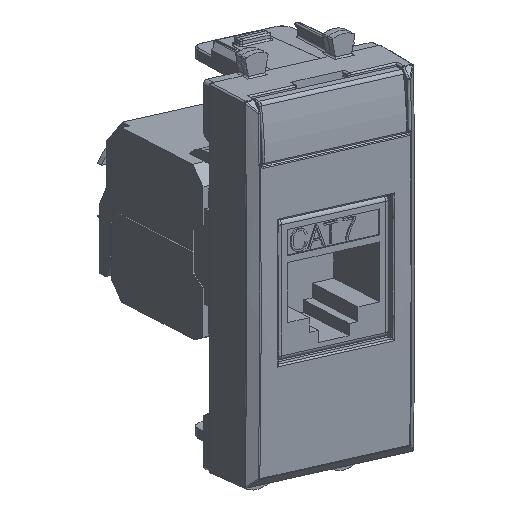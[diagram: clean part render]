
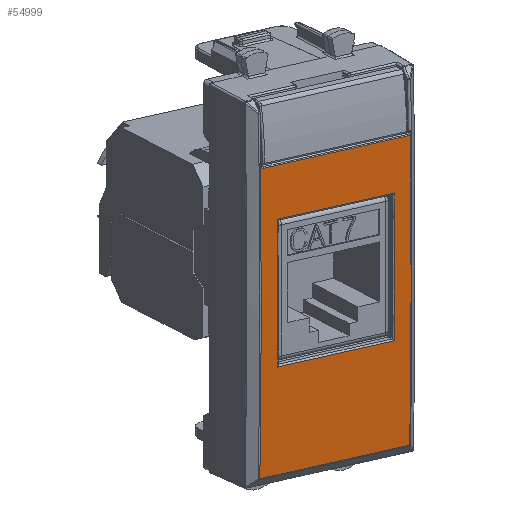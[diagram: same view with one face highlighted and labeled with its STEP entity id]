
A CAD part, top view. The second image highlights one B-rep face of the part: STEP entity #54999.
In plain terms, the highlighted cylindrical face has radius 825.133 mm (diameter 1650.27 mm), a partial arc.
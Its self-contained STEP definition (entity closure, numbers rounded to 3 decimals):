
#52832=CARTESIAN_POINT('Vertex',(-8.508,7.6,9.231)) ;
#52842=CARTESIAN_POINT('Vertex',(8.502,7.6,9.231)) ;
#52845=CARTESIAN_POINT('Axis2P3D Location',(0.,7.6,-815.858)) ;
#52869=CARTESIAN_POINT('Vertex',(-8.508,-7.6,9.231)) ;
#52872=CARTESIAN_POINT('Line Origine',(-8.508,0.,9.231)) ;
#52896=CARTESIAN_POINT('Vertex',(8.502,-7.6,9.231)) ;
#52899=CARTESIAN_POINT('Axis2P3D Location',(0.,-7.6,-815.858)) ;
#52916=CARTESIAN_POINT('Line Origine',(8.502,0.,9.231)) ;
#53223=CARTESIAN_POINT('Vertex',(-21.01,9.713,9.007)) ;
#53262=CARTESIAN_POINT('Vertex',(-21.01,-9.713,9.007)) ;
#53265=CARTESIAN_POINT('Line Origine',(-21.01,0.002,9.007)) ;
#54303=CARTESIAN_POINT('Vertex',(14.981,-9.709,9.139)) ;
#54307=CARTESIAN_POINT('Control Point',(14.981,-9.709,9.139)) ;
#54308=CARTESIAN_POINT('Control Point',(11.999,-9.708,9.193)) ;
#54309=CARTESIAN_POINT('Control Point',(9.016,-9.707,9.234)) ;
#54310=CARTESIAN_POINT('Control Point',(6.034,-9.706,9.261)) ;
#54311=CARTESIAN_POINT('Control Point',(-1.165,-9.705,9.294)) ;
#54312=CARTESIAN_POINT('Control Point',(-8.363,-9.706,9.249)) ;
#54313=CARTESIAN_POINT('Control Point',(-12.58,-9.708,9.195)) ;
#54314=CARTESIAN_POINT('Control Point',(-16.795,-9.71,9.115)) ;
#54315=CARTESIAN_POINT('Control Point',(-21.01,-9.713,9.007)) ;
#54435=CARTESIAN_POINT('Control Point',(14.981,9.709,9.139)) ;
#54436=CARTESIAN_POINT('Control Point',(11.519,9.708,9.202)) ;
#54437=CARTESIAN_POINT('Control Point',(8.056,9.706,9.247)) ;
#54438=CARTESIAN_POINT('Control Point',(4.594,9.706,9.273)) ;
#54439=CARTESIAN_POINT('Control Point',(-2.605,9.705,9.291)) ;
#54440=CARTESIAN_POINT('Control Point',(-9.804,9.707,9.229)) ;
#54441=CARTESIAN_POINT('Control Point',(-13.54,9.708,9.177)) ;
#54442=CARTESIAN_POINT('Control Point',(-17.275,9.71,9.103)) ;
#54443=CARTESIAN_POINT('Control Point',(-21.01,9.713,9.007)) ;
#54444=CARTESIAN_POINT('Vertex',(14.981,9.709,9.139)) ;
#54955=CARTESIAN_POINT('Axis2P3D Location',(0.,0.,-815.858)) ;
#54961=CARTESIAN_POINT('Control Point',(14.693,-9.364,9.144)) ;
#54962=CARTESIAN_POINT('Control Point',(14.693,-9.465,9.144)) ;
#54963=CARTESIAN_POINT('Control Point',(14.742,-9.566,9.143)) ;
#54964=CARTESIAN_POINT('Control Point',(14.818,-9.627,9.142)) ;
#54965=CARTESIAN_POINT('Control Point',(14.897,-9.676,9.141)) ;
#54966=CARTESIAN_POINT('Control Point',(14.981,-9.709,9.139)) ;
#54967=CARTESIAN_POINT('Vertex',(14.693,-9.364,9.144)) ;
#54970=CARTESIAN_POINT('Line Origine',(14.693,0.,9.144)) ;
#54974=CARTESIAN_POINT('Vertex',(14.693,9.364,9.144)) ;
#54978=CARTESIAN_POINT('Control Point',(14.981,9.709,9.139)) ;
#54979=CARTESIAN_POINT('Control Point',(14.897,9.676,9.141)) ;
#54980=CARTESIAN_POINT('Control Point',(14.818,9.627,9.142)) ;
#54981=CARTESIAN_POINT('Control Point',(14.742,9.567,9.143)) ;
#54982=CARTESIAN_POINT('Control Point',(14.693,9.465,9.144)) ;
#54983=CARTESIAN_POINT('Control Point',(14.693,9.364,9.144)) ;
#52846=DIRECTION('Axis2P3D Direction',(-0.,1.,0.)) ;
#52873=DIRECTION('Vector Direction',(0.,1.,0.)) ;
#52900=DIRECTION('Axis2P3D Direction',(-0.,1.,0.)) ;
#52917=DIRECTION('Vector Direction',(0.,1.,0.)) ;
#53266=DIRECTION('Vector Direction',(0.,-1.,0.)) ;
#54956=DIRECTION('Axis2P3D Direction',(0.,1.,-0.)) ;
#54957=DIRECTION('Axis2P3D XDirection',(-0.027,0.,1.)) ;
#54971=DIRECTION('Vector Direction',(0.,1.,0.)) ;
#52847=AXIS2_PLACEMENT_3D('Circle Axis2P3D',#52845,#52846,$) ;
#52901=AXIS2_PLACEMENT_3D('Circle Axis2P3D',#52899,#52900,$) ;
#54958=AXIS2_PLACEMENT_3D('Cylinder Axis2P3D',#54955,#54956,#54957) ;
#54986=ORIENTED_EDGE('',*,*,#54446,.T.) ;
#54987=ORIENTED_EDGE('',*,*,#53269,.T.) ;
#54988=ORIENTED_EDGE('',*,*,#54316,.T.) ;
#54989=ORIENTED_EDGE('',*,*,#54969,.F.) ;
#54990=ORIENTED_EDGE('',*,*,#54976,.F.) ;
#54991=ORIENTED_EDGE('',*,*,#54984,.F.) ;
#54994=ORIENTED_EDGE('',*,*,#52849,.F.) ;
#54995=ORIENTED_EDGE('',*,*,#52920,.F.) ;
#54996=ORIENTED_EDGE('',*,*,#52903,.F.) ;
#54997=ORIENTED_EDGE('',*,*,#52876,.F.) ;
#54998=FACE_BOUND('',#54993,.T.) ;
#52874=VECTOR('Line Direction',#52873,1.) ;
#52918=VECTOR('Line Direction',#52917,1.) ;
#53267=VECTOR('Line Direction',#53266,1.) ;
#54972=VECTOR('Line Direction',#54971,1.) ;
#54999=ADVANCED_FACE('PartBody',(#54992,#54998),#54959,.T.) ;
#54306=B_SPLINE_CURVE_WITH_KNOTS('',5,(#54307,#54308,#54309,#54310,#54311,#54312,#54313,#54314,#54315),.UNSPECIFIED.,.F.,.U.,(6,3,6),(27.941,53.758,90.254),.UNSPECIFIED.) ;
#54434=B_SPLINE_CURVE_WITH_KNOTS('',5,(#54435,#54436,#54437,#54438,#54439,#54440,#54441,#54442,#54443),.UNSPECIFIED.,.F.,.U.,(6,3,6),(28.088,58.061,90.402),.UNSPECIFIED.) ;
#54960=B_SPLINE_CURVE_WITH_KNOTS('',5,(#54961,#54962,#54963,#54964,#54965,#54966),.UNSPECIFIED.,.F.,.U.,(6,6),(1.47,2.036),.UNSPECIFIED.) ;
#54977=B_SPLINE_CURVE_WITH_KNOTS('',5,(#54978,#54979,#54980,#54981,#54982,#54983),.UNSPECIFIED.,.F.,.U.,(6,6),(1.687,2.254),.UNSPECIFIED.) ;
#52848=CIRCLE('generated circle',#52847,825.133) ;
#52902=CIRCLE('generated circle',#52901,825.133) ;
#54959=CYLINDRICAL_SURFACE('generated cylinder',#54958,825.133) ;
#52849=EDGE_CURVE('',#52843,#52833,#52848,.F.) ;
#52876=EDGE_CURVE('',#52833,#52870,#52875,.F.) ;
#52903=EDGE_CURVE('',#52870,#52897,#52902,.T.) ;
#52920=EDGE_CURVE('',#52897,#52843,#52919,.T.) ;
#53269=EDGE_CURVE('',#53224,#53263,#53268,.T.) ;
#54316=EDGE_CURVE('',#53263,#54304,#54306,.F.) ;
#54446=EDGE_CURVE('',#54445,#53224,#54434,.T.) ;
#54969=EDGE_CURVE('',#54968,#54304,#54960,.T.) ;
#54976=EDGE_CURVE('',#54975,#54968,#54973,.F.) ;
#54984=EDGE_CURVE('',#54445,#54975,#54977,.T.) ;
#54985=EDGE_LOOP('',(#54986,#54987,#54988,#54989,#54990,#54991)) ;
#54993=EDGE_LOOP('',(#54994,#54995,#54996,#54997)) ;
#54992=FACE_OUTER_BOUND('',#54985,.T.) ;
#52875=LINE('Line',#52872,#52874) ;
#52919=LINE('Line',#52916,#52918) ;
#53268=LINE('Line',#53265,#53267) ;
#54973=LINE('Line',#54970,#54972) ;
#52833=VERTEX_POINT('',#52832) ;
#52843=VERTEX_POINT('',#52842) ;
#52870=VERTEX_POINT('',#52869) ;
#52897=VERTEX_POINT('',#52896) ;
#53224=VERTEX_POINT('',#53223) ;
#53263=VERTEX_POINT('',#53262) ;
#54304=VERTEX_POINT('',#54303) ;
#54445=VERTEX_POINT('',#54444) ;
#54968=VERTEX_POINT('',#54967) ;
#54975=VERTEX_POINT('',#54974) ;
